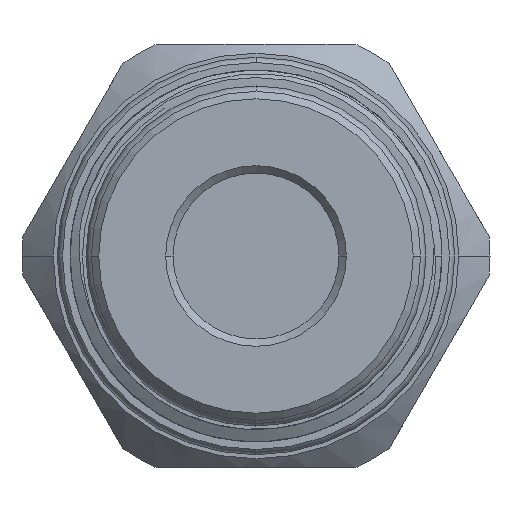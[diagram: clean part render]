
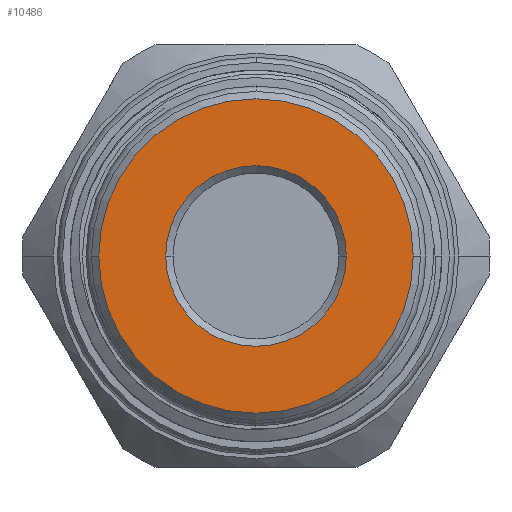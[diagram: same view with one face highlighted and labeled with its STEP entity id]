
A CAD part, left-side view. The second image highlights one B-rep face of the part: STEP entity #10486.
In plain terms, the highlighted planar face has unit normal (-1, 0, 0).
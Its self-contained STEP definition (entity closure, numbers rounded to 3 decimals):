
#424 = CARTESIAN_POINT ( 'NONE',  ( 3.95, 6.1, 0. ) ) ;
#631 = CARTESIAN_POINT ( 'NONE',  ( 3.95, 0., 0. ) ) ;
#1032 = DIRECTION ( 'NONE',  ( 0., -1., 0. ) ) ;
#1601 = DIRECTION ( 'NONE',  ( 0., -1., 0. ) ) ;
#2091 = CARTESIAN_POINT ( 'NONE',  ( 3.95, 0., 0. ) ) ;
#2683 = VERTEX_POINT ( 'NONE', #424 ) ;
#3225 = CARTESIAN_POINT ( 'NONE',  ( 3.95, 0., 0. ) ) ;
#3262 = FACE_BOUND ( 'NONE', #9213, .T. ) ;
#3466 = AXIS2_PLACEMENT_3D ( 'NONE', #2091, #7543, #1032 ) ;
#3688 = CIRCLE ( 'NONE', #7486, 10.615 ) ;
#3847 = EDGE_LOOP ( 'NONE', ( #7520, #10214 ) ) ;
#4138 = FACE_OUTER_BOUND ( 'NONE', #3847, .T. ) ;
#4382 = DIRECTION ( 'NONE',  ( 0., -1., 0. ) ) ;
#4424 = VERTEX_POINT ( 'NONE', #4798 ) ;
#4516 = EDGE_CURVE ( 'NONE', #4424, #13548, #3688, .T. ) ;
#4798 = CARTESIAN_POINT ( 'NONE',  ( 3.95, 10.615, 0. ) ) ;
#5426 = EDGE_CURVE ( 'NONE', #2683, #14296, #5947, .T. ) ;
#5441 = CIRCLE ( 'NONE', #13362, 10.615 ) ;
#5485 = ORIENTED_EDGE ( 'NONE', *, *, #5426, .T. ) ;
#5832 = EDGE_CURVE ( 'NONE', #13548, #4424, #5441, .T. ) ;
#5918 = CARTESIAN_POINT ( 'NONE',  ( 3.95, 0., 0. ) ) ;
#5947 = CIRCLE ( 'NONE', #7097, 6.1 ) ;
#6154 = CARTESIAN_POINT ( 'NONE',  ( 3.95, 0., 0. ) ) ;
#6364 = PLANE ( 'NONE',  #3466 ) ;
#7097 = AXIS2_PLACEMENT_3D ( 'NONE', #6154, #13988, #14036 ) ;
#7336 = CARTESIAN_POINT ( 'NONE',  ( 3.95, -6.1, 0. ) ) ;
#7441 = DIRECTION ( 'NONE',  ( 1., 0., 0. ) ) ;
#7486 = AXIS2_PLACEMENT_3D ( 'NONE', #5918, #9307, #1601 ) ;
#7520 = ORIENTED_EDGE ( 'NONE', *, *, #5832, .F. ) ;
#7543 = DIRECTION ( 'NONE',  ( 1., 0., 0. ) ) ;
#9213 = EDGE_LOOP ( 'NONE', ( #5485, #14396 ) ) ;
#9307 = DIRECTION ( 'NONE',  ( 1., 0., 0. ) ) ;
#10214 = ORIENTED_EDGE ( 'NONE', *, *, #4516, .F. ) ;
#10486 = ADVANCED_FACE ( 'NONE', ( #3262, #4138 ), #6364, .F. ) ;
#11033 = AXIS2_PLACEMENT_3D ( 'NONE', #631, #7441, #12828 ) ;
#12646 = EDGE_CURVE ( 'NONE', #14296, #2683, #13337, .T. ) ;
#12828 = DIRECTION ( 'NONE',  ( 0., -1., 0. ) ) ;
#13337 = CIRCLE ( 'NONE', #11033, 6.1 ) ;
#13362 = AXIS2_PLACEMENT_3D ( 'NONE', #3225, #14406, #4382 ) ;
#13548 = VERTEX_POINT ( 'NONE', #13595 ) ;
#13595 = CARTESIAN_POINT ( 'NONE',  ( 3.95, -10.615, 0. ) ) ;
#13988 = DIRECTION ( 'NONE',  ( 1., 0., 0. ) ) ;
#14036 = DIRECTION ( 'NONE',  ( 0., -1., 0. ) ) ;
#14296 = VERTEX_POINT ( 'NONE', #7336 ) ;
#14396 = ORIENTED_EDGE ( 'NONE', *, *, #12646, .T. ) ;
#14406 = DIRECTION ( 'NONE',  ( 1., 0., 0. ) ) ;
